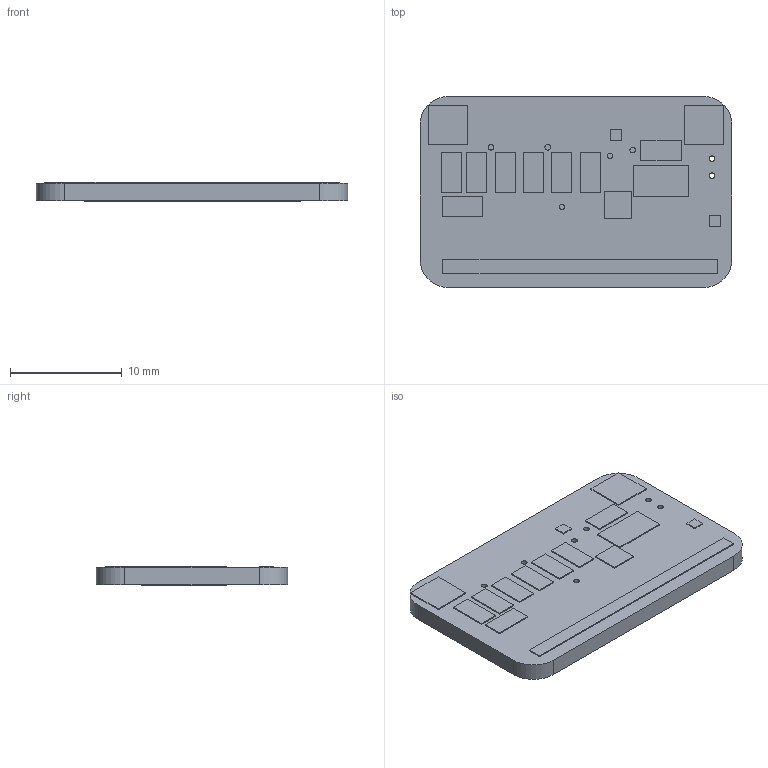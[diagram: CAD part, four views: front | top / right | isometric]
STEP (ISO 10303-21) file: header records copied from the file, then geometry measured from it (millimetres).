
FILE_DESCRIPTION(/* description */ (''),/* implementation_level */ '2;1');
FILE_NAME(/* name */ 'Adafruit ADS1115 16Bit I2C ADC.step',/* time_stamp */ '2019-04-23T16:39:01-07:00',/* author */ ('Jose Manuel Lopez Alcala'),/* organization */ (''),/* preprocessor_version */ 'ST-DEVELOPER v18',/* originating_system */ 'Autodesk Translation Framework v8.2.0.1029',/* authorisation */ '');
FILE_SCHEMA (('AUTOMOTIVE_DESIGN { 1 0 10303 214 3 1 1 }'));
Length unit declared in the file: millimetre
Products named in the file (10): Adafruit_ADS1115_16Bit_I2C_ADC; PCB Component; Board; ADS1115IDGST; 1µF; 1X10_ROUND70; MOUNTINGHOLE2.5; FIDUCIAL""; ADAFRUIT_TEXT_20MM; ADAFRUIT_2.5MM
Assembly tree (18 placements, depth 3):
  Adafruit_ADS1115_16Bit_I2C_ADC
    PCB Component
      Board
      ADS1115IDGST
      1µF  x8
      1X10_ROUND70
      MOUNTINGHOLE2.5  x2
      FIDUCIAL""  x2
      ADAFRUIT_TEXT_20MM
      ADAFRUIT_2.5MM
Bounding box: 27.94 x 17.14 x 1.77 mm (x, y, z)
Volume: 741.2 mm3; surface area: 1715.5 mm2
Topology: 17 solids, 17 shells, 125 faces, 273 edges, 182 vertices
Faces by surface type: plane 102, cylinder 23
Full cylindrical faces by diameter (mm): 0.5 x7, 1 x10, 2.5 x2
Entity records: 2517 total; most frequent: DIRECTION 409, CARTESIAN_POINT 374, ORIENTED_EDGE 330, EDGE_CURVE 165, AXIS2_PLACEMENT_3D 145, LINE 119, VECTOR 119, VERTEX_POINT 110
